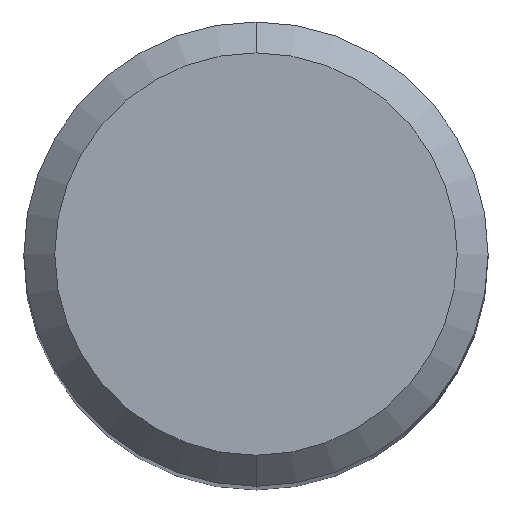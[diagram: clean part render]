
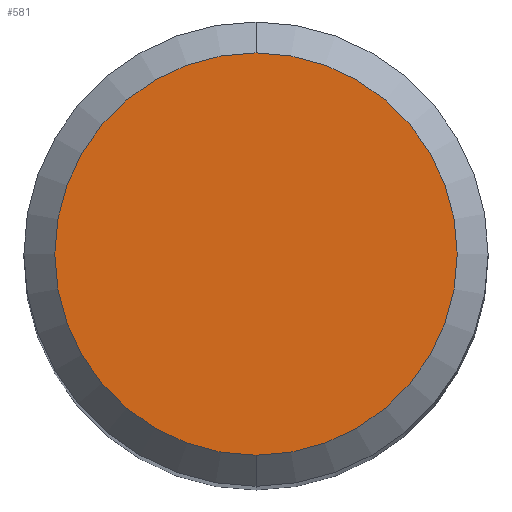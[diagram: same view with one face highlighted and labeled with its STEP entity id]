
A CAD part, top view. The second image highlights one B-rep face of the part: STEP entity #581.
In plain terms, the highlighted planar face has unit normal (0, 0, 1).
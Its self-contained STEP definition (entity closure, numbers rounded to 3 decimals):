
#453=VERTEX_POINT('',#1127);
#499=EDGE_CURVE('',#453,#739,#1180,.T.);
#581=ADVANCED_FACE('',(#1268),#1269,.T.);
#739=VERTEX_POINT('',#1448);
#883=EDGE_CURVE('',#739,#453,#1601,.T.);
#1127=CARTESIAN_POINT('',(0.,-2.6,0.0));
#1180=CIRCLE('',#2313,2.6);
#1268=FACE_OUTER_BOUND('',#2540,.T.);
#1269=PLANE('',#2541);
#1448=CARTESIAN_POINT('',(0.0,2.6,0.0));
#1601=CIRCLE('',#3648,2.6);
#2313=AXIS2_PLACEMENT_3D('',#4168,#4169,#4170);
#2540=EDGE_LOOP('',(#4265,#4266));
#2541=AXIS2_PLACEMENT_3D('',#4267,#4268,#4269);
#3648=AXIS2_PLACEMENT_3D('',#4656,#4657,#4658);
#4168=CARTESIAN_POINT('',(0.0,0.0,0.0));
#4169=DIRECTION('',(0.0,0.0,-1.0));
#4170=DIRECTION('',(0.0,1.0,0.0));
#4265=ORIENTED_EDGE('',*,*,#883,.F.);
#4266=ORIENTED_EDGE('',*,*,#499,.F.);
#4267=CARTESIAN_POINT('',(0.0,1.3,0.0));
#4268=DIRECTION('',(-0.0,0.0,1.0));
#4269=DIRECTION('',(0.0,-1.0,0.0));
#4656=CARTESIAN_POINT('',(0.0,0.0,0.0));
#4657=DIRECTION('',(0.0,0.0,-1.0));
#4658=DIRECTION('',(0.0,1.0,0.0));
